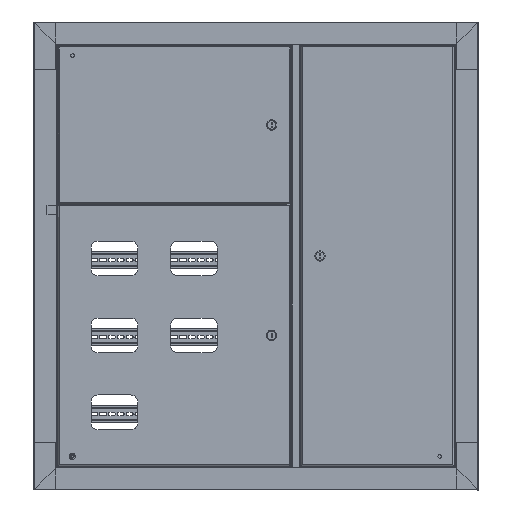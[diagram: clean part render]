
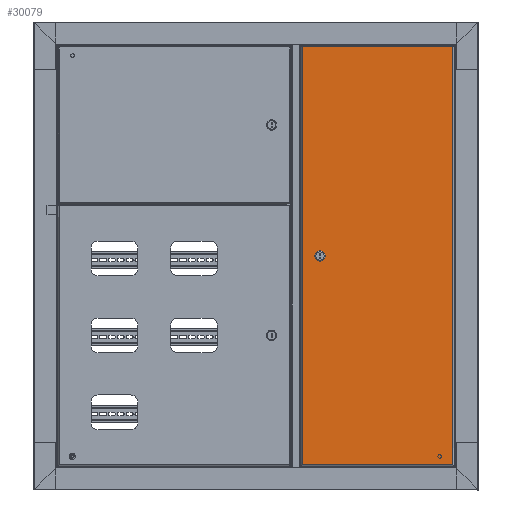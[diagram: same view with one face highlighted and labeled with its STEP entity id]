
A CAD part, top view. The second image highlights one B-rep face of the part: STEP entity #30079.
In plain terms, the highlighted planar face has unit normal (0, 0, 1).
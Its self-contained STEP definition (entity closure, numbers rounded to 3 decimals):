
#425 = ORIENTED_EDGE ( 'NONE', *, *, #26911, .T. ) ;
#561 = DIRECTION ( 'NONE',  ( -1., 0., 0. ) ) ;
#761 = DIRECTION ( 'NONE',  ( 1., 0., 0. ) ) ;
#1065 = DIRECTION ( 'NONE',  ( 0., -1., 0. ) ) ;
#1211 = DIRECTION ( 'NONE',  ( 1., 0., 0. ) ) ;
#1712 = EDGE_CURVE ( 'NONE', #42638, #52480, #10099, .T. ) ;
#2147 = CARTESIAN_POINT ( 'NONE',  ( 444.551, 48.5, 0. ) ) ;
#2992 = DIRECTION ( 'NONE',  ( 0., 0., 1. ) ) ;
#3993 = DIRECTION ( 'NONE',  ( 1., 0., 0. ) ) ;
#4026 = DIRECTION ( 'NONE',  ( -1., 0., 0. ) ) ;
#4872 = CARTESIAN_POINT ( 'NONE',  ( 1.6, 324.393, 0. ) ) ;
#5383 = DIRECTION ( 'NONE',  ( 0., 1., 0. ) ) ;
#6096 = LINE ( 'NONE', #43381, #9707 ) ;
#6108 = EDGE_CURVE ( 'NONE', #9793, #33846, #41382, .T. ) ;
#6273 = AXIS2_PLACEMENT_3D ( 'NONE', #19607, #7740, #40703 ) ;
#6639 = EDGE_CURVE ( 'NONE', #10999, #9793, #42396, .T. ) ;
#6806 = VERTEX_POINT ( 'NONE', #41455 ) ;
#7200 = FACE_OUTER_BOUND ( 'NONE', #35748, .T. ) ;
#7740 = DIRECTION ( 'NONE',  ( 0., 0., -1. ) ) ;
#8548 = DIRECTION ( 'NONE',  ( 0., 0., 1. ) ) ;
#8615 = VECTOR ( 'NONE', #761, 1000. ) ;
#8697 = ORIENTED_EDGE ( 'NONE', *, *, #45224, .F. ) ;
#9707 = VECTOR ( 'NONE', #1211, 1000. ) ;
#9793 = VERTEX_POINT ( 'NONE', #29271 ) ;
#10099 = CIRCLE ( 'NONE', #36833, 9.25 ) ;
#10999 = VERTEX_POINT ( 'NONE', #34385 ) ;
#12139 = CARTESIAN_POINT ( 'NONE',  ( 451.849, 48.5, 0. ) ) ;
#12777 = VECTOR ( 'NONE', #4026, 1000. ) ;
#12966 = ORIENTED_EDGE ( 'NONE', *, *, #16728, .F. ) ;
#13155 = ORIENTED_EDGE ( 'NONE', *, *, #47651, .T. ) ;
#15119 = ORIENTED_EDGE ( 'NONE', *, *, #49107, .F. ) ;
#16409 = ORIENTED_EDGE ( 'NONE', *, *, #6639, .T. ) ;
#16728 = EDGE_CURVE ( 'NONE', #6806, #42638, #19165, .T. ) ;
#16740 = CARTESIAN_POINT ( 'NONE',  ( 1.6, 324.1, 0. ) ) ;
#17251 = EDGE_LOOP ( 'NONE', ( #15119, #22545, #12966, #8697, #18913 ) ) ;
#17465 = CARTESIAN_POINT ( 'NONE',  ( 444.551, 31.5, 0. ) ) ;
#17791 = LINE ( 'NONE', #4872, #44652 ) ;
#18913 = ORIENTED_EDGE ( 'NONE', *, *, #35716, .F. ) ;
#19165 = CIRCLE ( 'NONE', #23450, 9.25 ) ;
#19607 = CARTESIAN_POINT ( 'NONE',  ( 0., 325.7, 0. ) ) ;
#19688 = LINE ( 'NONE', #12139, #12777 ) ;
#20821 = CARTESIAN_POINT ( 'NONE',  ( 895.093, 324.1, 0. ) ) ;
#20958 = DIRECTION ( 'NONE',  ( 1., 0., 0. ) ) ;
#21645 = VERTEX_POINT ( 'NONE', #17465 ) ;
#21738 = CIRCLE ( 'NONE', #26085, 9.25 ) ;
#22545 = ORIENTED_EDGE ( 'NONE', *, *, #1712, .F. ) ;
#22759 = CARTESIAN_POINT ( 'NONE',  ( 457.45, 40., 0. ) ) ;
#23450 = AXIS2_PLACEMENT_3D ( 'NONE', #48114, #2992, #31323 ) ;
#24008 = VERTEX_POINT ( 'NONE', #45191 ) ;
#25338 = CARTESIAN_POINT ( 'NONE',  ( 894.8, 0., 0. ) ) ;
#26085 = AXIS2_PLACEMENT_3D ( 'NONE', #41017, #40482, #3993 ) ;
#26832 = ORIENTED_EDGE ( 'NONE', *, *, #6108, .T. ) ;
#26911 = EDGE_CURVE ( 'NONE', #24008, #10999, #37225, .T. ) ;
#27708 = PLANE ( 'NONE',  #6273 ) ;
#28141 = VERTEX_POINT ( 'NONE', #2147 ) ;
#28244 = FACE_BOUND ( 'NONE', #17251, .T. ) ;
#29271 = CARTESIAN_POINT ( 'NONE',  ( 894.8, 324.1, 0. ) ) ;
#30079 = ADVANCED_FACE ( 'NONE', ( #28244, #7200 ), #27708, .F. ) ;
#31323 = DIRECTION ( 'NONE',  ( 1., 0., 0. ) ) ;
#33846 = VERTEX_POINT ( 'NONE', #16740 ) ;
#34385 = CARTESIAN_POINT ( 'NONE',  ( 894.8, 1.6, 0. ) ) ;
#35716 = EDGE_CURVE ( 'NONE', #28141, #21645, #21738, .T. ) ;
#35748 = EDGE_LOOP ( 'NONE', ( #425, #16409, #26832, #13155 ) ) ;
#36833 = AXIS2_PLACEMENT_3D ( 'NONE', #49379, #8548, #20958 ) ;
#37225 = LINE ( 'NONE', #45388, #8615 ) ;
#40482 = DIRECTION ( 'NONE',  ( 0., 0., 1. ) ) ;
#40703 = DIRECTION ( 'NONE',  ( -1., 0., 0. ) ) ;
#41017 = CARTESIAN_POINT ( 'NONE',  ( 448.2, 40., 0. ) ) ;
#41382 = LINE ( 'NONE', #20821, #49121 ) ;
#41455 = CARTESIAN_POINT ( 'NONE',  ( 451.849, 31.5, 0. ) ) ;
#42396 = LINE ( 'NONE', #25338, #45794 ) ;
#42638 = VERTEX_POINT ( 'NONE', #22759 ) ;
#43146 = CARTESIAN_POINT ( 'NONE',  ( 451.849, 48.5, 0. ) ) ;
#43381 = CARTESIAN_POINT ( 'NONE',  ( 451.849, 31.5, 0. ) ) ;
#44652 = VECTOR ( 'NONE', #1065, 1000. ) ;
#45191 = CARTESIAN_POINT ( 'NONE',  ( 1.6, 1.6, 0. ) ) ;
#45224 = EDGE_CURVE ( 'NONE', #21645, #6806, #6096, .T. ) ;
#45388 = CARTESIAN_POINT ( 'NONE',  ( 1.6, 1.6, 0. ) ) ;
#45794 = VECTOR ( 'NONE', #5383, 1000. ) ;
#47651 = EDGE_CURVE ( 'NONE', #33846, #24008, #17791, .T. ) ;
#48114 = CARTESIAN_POINT ( 'NONE',  ( 448.2, 40., 0. ) ) ;
#49107 = EDGE_CURVE ( 'NONE', #52480, #28141, #19688, .T. ) ;
#49121 = VECTOR ( 'NONE', #561, 1000. ) ;
#49379 = CARTESIAN_POINT ( 'NONE',  ( 448.2, 40., 0. ) ) ;
#52480 = VERTEX_POINT ( 'NONE', #43146 ) ;
